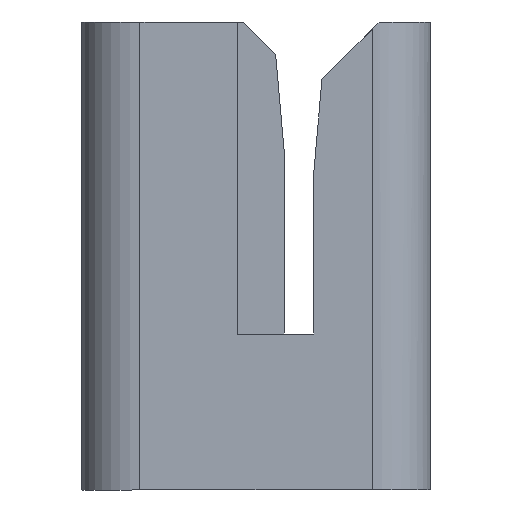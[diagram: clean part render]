
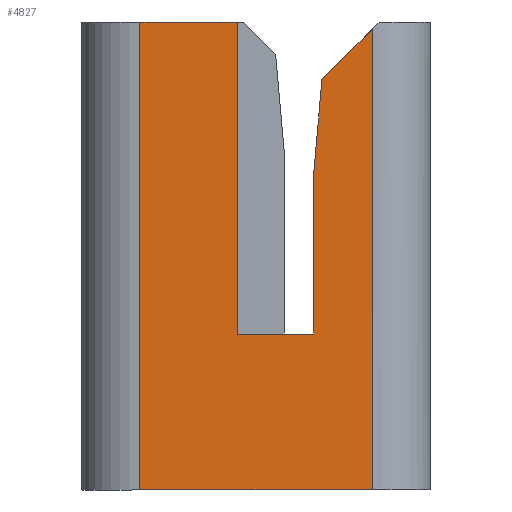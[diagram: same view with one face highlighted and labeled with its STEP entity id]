
A CAD part, front view. The second image highlights one B-rep face of the part: STEP entity #4827.
In plain terms, the highlighted planar face has unit normal (0, -1, 0).
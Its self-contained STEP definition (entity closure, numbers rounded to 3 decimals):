
#28=PLANE('',#5095);
#267=FACE_OUTER_BOUND('',#511,.T.);
#511=EDGE_LOOP('',(#3432,#3433,#3434,#3435,#3436,#3437,#3438,#3439,#3440));
#759=LINE('',#6564,#1465);
#765=LINE('',#6582,#1471);
#783=LINE('',#6629,#1489);
#791=LINE('',#6647,#1497);
#792=LINE('',#6650,#1498);
#793=LINE('',#6652,#1499);
#794=LINE('',#6654,#1500);
#795=LINE('',#6656,#1501);
#796=LINE('',#6657,#1502);
#1465=VECTOR('',#5341,10.);
#1471=VECTOR('',#5359,10.);
#1489=VECTOR('',#5393,10.);
#1497=VECTOR('',#5407,10.);
#1498=VECTOR('',#5410,10.);
#1499=VECTOR('',#5411,10.);
#1500=VECTOR('',#5412,10.);
#1501=VECTOR('',#5413,10.);
#1502=VECTOR('',#5414,10.);
#2174=VERTEX_POINT('',#6561);
#2175=VERTEX_POINT('',#6563);
#2181=VERTEX_POINT('',#6581);
#2202=VERTEX_POINT('',#6627);
#2208=VERTEX_POINT('',#6643);
#2210=VERTEX_POINT('',#6649);
#2211=VERTEX_POINT('',#6651);
#2212=VERTEX_POINT('',#6653);
#2213=VERTEX_POINT('',#6655);
#2654=EDGE_CURVE('',#2174,#2175,#759,.T.);
#2663=EDGE_CURVE('',#2181,#2175,#765,.T.);
#2687=EDGE_CURVE('',#2202,#2174,#783,.T.);
#2696=EDGE_CURVE('',#2181,#2208,#791,.T.);
#2697=EDGE_CURVE('',#2210,#2202,#792,.T.);
#2698=EDGE_CURVE('',#2211,#2210,#793,.T.);
#2699=EDGE_CURVE('',#2212,#2211,#794,.T.);
#2700=EDGE_CURVE('',#2212,#2213,#795,.T.);
#2701=EDGE_CURVE('',#2208,#2213,#796,.T.);
#3432=ORIENTED_EDGE('',*,*,#2654,.F.);
#3433=ORIENTED_EDGE('',*,*,#2687,.F.);
#3434=ORIENTED_EDGE('',*,*,#2697,.F.);
#3435=ORIENTED_EDGE('',*,*,#2698,.F.);
#3436=ORIENTED_EDGE('',*,*,#2699,.F.);
#3437=ORIENTED_EDGE('',*,*,#2700,.T.);
#3438=ORIENTED_EDGE('',*,*,#2701,.F.);
#3439=ORIENTED_EDGE('',*,*,#2696,.F.);
#3440=ORIENTED_EDGE('',*,*,#2663,.T.);
#4827=ADVANCED_FACE('',(#267),#28,.T.);
#5095=AXIS2_PLACEMENT_3D('',#6648,#5408,#5409);
#5341=DIRECTION('',(0.,0.,-1.));
#5359=DIRECTION('',(1.,0.,0.));
#5393=DIRECTION('',(0.707,0.,0.707));
#5407=DIRECTION('',(0.,0.,1.));
#5408=DIRECTION('center_axis',(0.,-1.,0.));
#5409=DIRECTION('ref_axis',(0.,0.,-1.));
#5410=DIRECTION('',(0.087,0.,0.996));
#5411=DIRECTION('',(0.,0.,1.));
#5412=DIRECTION('',(1.,0.,0.));
#5413=DIRECTION('',(0.,0.,1.));
#5414=DIRECTION('',(1.,0.,0.));
#6561=CARTESIAN_POINT('',(-1.,0.,11.807));
#6563=CARTESIAN_POINT('',(-1.,0.,0.));
#6564=CARTESIAN_POINT('',(-1.,0.,9.5));
#6581=CARTESIAN_POINT('',(-6.95,0.,0.));
#6582=CARTESIAN_POINT('',(-6.508,0.,0.));
#6627=CARTESIAN_POINT('',(-2.285,0.,10.523));
#6629=CARTESIAN_POINT('',(-2.285,0.,10.523));
#6643=CARTESIAN_POINT('',(-6.95,0.,12.));
#6647=CARTESIAN_POINT('',(-6.95,0.,6.));
#6648=CARTESIAN_POINT('Origin',(-4.293,0.,12.));
#6649=CARTESIAN_POINT('',(-2.5,0.,8.062));
#6650=CARTESIAN_POINT('',(-2.5,0.,8.062));
#6651=CARTESIAN_POINT('',(-2.5,0.,4.));
#6652=CARTESIAN_POINT('',(-2.5,0.,4.));
#6653=CARTESIAN_POINT('',(-4.45,0.,4.));
#6654=CARTESIAN_POINT('',(-3.25,0.,4.));
#6655=CARTESIAN_POINT('',(-4.45,0.,12.));
#6656=CARTESIAN_POINT('',(-4.45,0.,10.));
#6657=CARTESIAN_POINT('',(-6.508,0.,12.));
